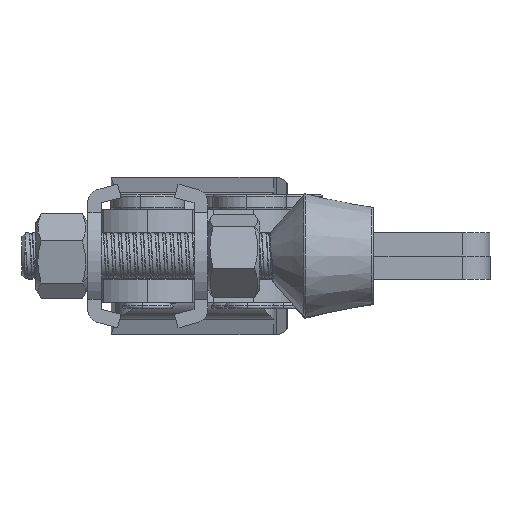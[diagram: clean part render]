
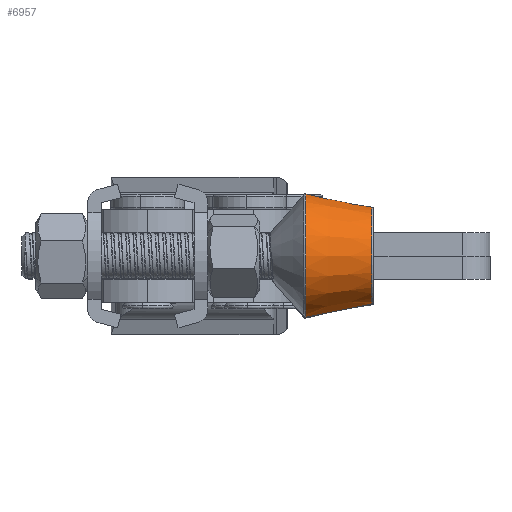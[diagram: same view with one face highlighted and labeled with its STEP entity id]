
A CAD part, left-side view. The second image highlights one B-rep face of the part: STEP entity #6957.
In plain terms, the highlighted conical face has half-angle 11.401 degrees and reference radius 5.248 mm.
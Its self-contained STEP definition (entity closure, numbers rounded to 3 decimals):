
#486 = DIRECTION ( 'NONE',  ( 0., 1., 0. ) ) ;
#3437 = DIRECTION ( 'NONE',  ( 0., 0.98, 0.198 ) ) ;
#5441 = CARTESIAN_POINT ( 'NONE',  ( 554.041, 334.466, 0. ) ) ;
#6358 = AXIS2_PLACEMENT_3D ( 'NONE', #5441, #25804, #8374 ) ;
#6957 = ADVANCED_FACE ( 'NONE', ( #14607 ), #28264, .T. ) ;
#7709 = CARTESIAN_POINT ( 'NONE',  ( 554.041, 334.466, -6.727 ) ) ;
#8374 = DIRECTION ( 'NONE',  ( 0., 0., -1. ) ) ;
#8385 = DIRECTION ( 'NONE',  ( 0., 0.98, -0.198 ) ) ;
#10906 = DIRECTION ( 'NONE',  ( 0., 1., 0. ) ) ;
#11232 = VERTEX_POINT ( 'NONE', #35456 ) ;
#12697 = VERTEX_POINT ( 'NONE', #22454 ) ;
#14111 = CARTESIAN_POINT ( 'NONE',  ( 554.041, 327.133, -5.248 ) ) ;
#14247 = EDGE_CURVE ( 'NONE', #12697, #20886, #19805, .T. ) ;
#14607 = FACE_OUTER_BOUND ( 'NONE', #29208, .T. ) ;
#15496 = VECTOR ( 'NONE', #8385, 1000. ) ;
#16406 = LINE ( 'NONE', #14111, #15496 ) ;
#19805 = CIRCLE ( 'NONE', #6358, 6.727 ) ;
#20175 = ORIENTED_EDGE ( 'NONE', *, *, #37427, .T. ) ;
#20387 = AXIS2_PLACEMENT_3D ( 'NONE', #32944, #486, #29992 ) ;
#20886 = VERTEX_POINT ( 'NONE', #7709 ) ;
#21996 = VECTOR ( 'NONE', #3437, 1000. ) ;
#22454 = CARTESIAN_POINT ( 'NONE',  ( 554.041, 334.466, 6.727 ) ) ;
#22881 = EDGE_CURVE ( 'NONE', #29929, #12697, #22906, .T. ) ;
#22906 = LINE ( 'NONE', #23830, #21996 ) ;
#23830 = CARTESIAN_POINT ( 'NONE',  ( 554.041, 327.133, 5.248 ) ) ;
#25202 = CARTESIAN_POINT ( 'NONE',  ( 554.041, 327.293, 5.281 ) ) ;
#25804 = DIRECTION ( 'NONE',  ( 0., -1., 0. ) ) ;
#27071 = ORIENTED_EDGE ( 'NONE', *, *, #14247, .T. ) ;
#27781 = ORIENTED_EDGE ( 'NONE', *, *, #28470, .F. ) ;
#28014 = AXIS2_PLACEMENT_3D ( 'NONE', #28361, #10906, #31322 ) ;
#28264 = CONICAL_SURFACE ( 'NONE', #20387, 5.248, 0.199 ) ;
#28361 = CARTESIAN_POINT ( 'NONE',  ( 554.041, 327.293, 0. ) ) ;
#28470 = EDGE_CURVE ( 'NONE', #11232, #20886, #16406, .T. ) ;
#29208 = EDGE_LOOP ( 'NONE', ( #27781, #20175, #32336, #27071 ) ) ;
#29929 = VERTEX_POINT ( 'NONE', #25202 ) ;
#29992 = DIRECTION ( 'NONE',  ( 0., 0., 1. ) ) ;
#31322 = DIRECTION ( 'NONE',  ( 0., 0., -1. ) ) ;
#32260 = CIRCLE ( 'NONE', #28014, 5.281 ) ;
#32336 = ORIENTED_EDGE ( 'NONE', *, *, #22881, .T. ) ;
#32944 = CARTESIAN_POINT ( 'NONE',  ( 554.041, 327.133, 0. ) ) ;
#35456 = CARTESIAN_POINT ( 'NONE',  ( 554.041, 327.293, -5.281 ) ) ;
#37427 = EDGE_CURVE ( 'NONE', #11232, #29929, #32260, .T. ) ;
